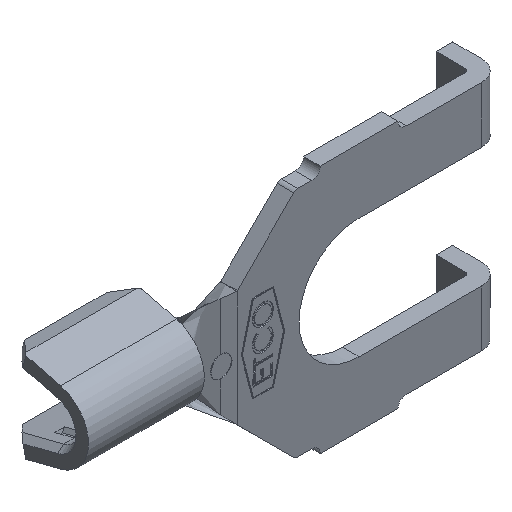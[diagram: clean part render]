
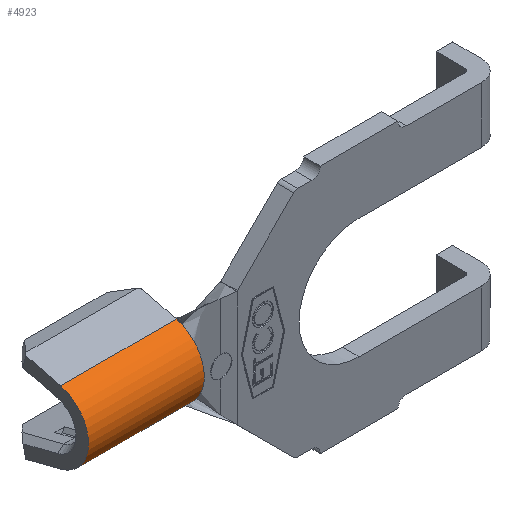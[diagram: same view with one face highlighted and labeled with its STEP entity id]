
A CAD part, isometric view. The second image highlights one B-rep face of the part: STEP entity #4923.
In plain terms, the highlighted cylindrical face has radius 1.143 mm (diameter 2.286 mm), a partial arc.
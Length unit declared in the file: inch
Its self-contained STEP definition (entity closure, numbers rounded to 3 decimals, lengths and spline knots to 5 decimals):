
#141 = EDGE_CURVE ( 'NONE', #5181, #1547, #305, .T. ) ;
#152 = DIRECTION ( 'NONE',  ( 1., 0., 0. ) ) ;
#268 = CARTESIAN_POINT ( 'NONE',  ( -0.327, 0.03381, 0.04359 ) ) ;
#305 = LINE ( 'NONE', #268, #715 ) ;
#401 = ORIENTED_EDGE ( 'NONE', *, *, #3280, .T. ) ;
#408 = ORIENTED_EDGE ( 'NONE', *, *, #3770, .T. ) ;
#423 = ORIENTED_EDGE ( 'NONE', *, *, #953, .F. ) ;
#437 = AXIS2_PLACEMENT_3D ( 'NONE', #586, #2639, #4703 ) ;
#441 = ORIENTED_EDGE ( 'NONE', *, *, #141, .F. ) ;
#586 = CARTESIAN_POINT ( 'NONE',  ( -0.327, 0.045, 0. ) ) ;
#631 = DIRECTION ( 'NONE',  ( 1., 0., 0. ) ) ;
#715 = VECTOR ( 'NONE', #152, 39.37008 ) ;
#775 = CIRCLE ( 'NONE', #3672, 0.045 ) ;
#783 = CARTESIAN_POINT ( 'NONE',  ( -0.187, 0.03381, -0.04359 ) ) ;
#953 = EDGE_CURVE ( 'NONE', #1547, #2726, #5525, .T. ) ;
#1421 = DIRECTION ( 'NONE',  ( 1., 0., 0. ) ) ;
#1486 = CARTESIAN_POINT ( 'NONE',  ( -0.327, 0.03381, 0.04359 ) ) ;
#1547 = VERTEX_POINT ( 'NONE', #4714 ) ;
#1904 = DIRECTION ( 'NONE',  ( 1., 0., 0. ) ) ;
#2627 = VERTEX_POINT ( 'NONE', #5694 ) ;
#2639 = DIRECTION ( 'NONE',  ( 1., 0., 0. ) ) ;
#2672 = AXIS2_PLACEMENT_3D ( 'NONE', #6399, #1904, #3967 ) ;
#2681 = DIRECTION ( 'NONE',  ( 0., 0., -1. ) ) ;
#2726 = VERTEX_POINT ( 'NONE', #783 ) ;
#3149 = EDGE_LOOP ( 'NONE', ( #423, #441, #401, #408 ) ) ;
#3150 = FACE_OUTER_BOUND ( 'NONE', #3149, .T. ) ;
#3280 = EDGE_CURVE ( 'NONE', #5181, #2627, #775, .T. ) ;
#3672 = AXIS2_PLACEMENT_3D ( 'NONE', #5224, #631, #2681 ) ;
#3770 = EDGE_CURVE ( 'NONE', #2627, #2726, #3928, .T. ) ;
#3928 = LINE ( 'NONE', #5897, #5547 ) ;
#3967 = DIRECTION ( 'NONE',  ( 0., 0., -1. ) ) ;
#4703 = DIRECTION ( 'NONE',  ( 0., 0., -1. ) ) ;
#4714 = CARTESIAN_POINT ( 'NONE',  ( -0.187, 0.03381, 0.04359 ) ) ;
#4923 = ADVANCED_FACE ( 'NONE', ( #3150 ), #5183, .T. ) ;
#5181 = VERTEX_POINT ( 'NONE', #1486 ) ;
#5183 = CYLINDRICAL_SURFACE ( 'NONE', #437, 0.045 ) ;
#5224 = CARTESIAN_POINT ( 'NONE',  ( -0.327, 0.045, 0. ) ) ;
#5525 = CIRCLE ( 'NONE', #2672, 0.045 ) ;
#5547 = VECTOR ( 'NONE', #1421, 39.37008 ) ;
#5694 = CARTESIAN_POINT ( 'NONE',  ( -0.327, 0.03381, -0.04359 ) ) ;
#5897 = CARTESIAN_POINT ( 'NONE',  ( -0.327, 0.03381, -0.04359 ) ) ;
#6399 = CARTESIAN_POINT ( 'NONE',  ( -0.187, 0.045, 0. ) ) ;
